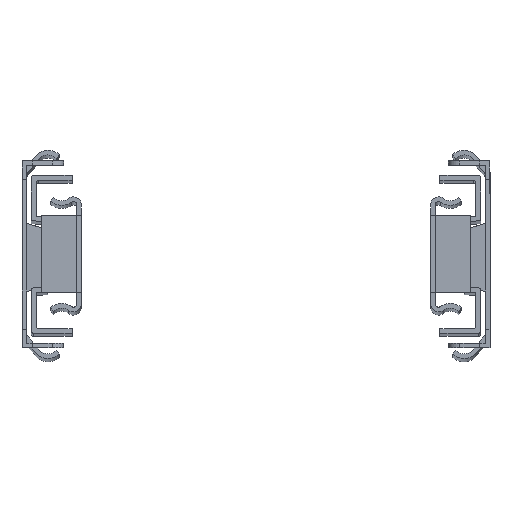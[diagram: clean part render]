
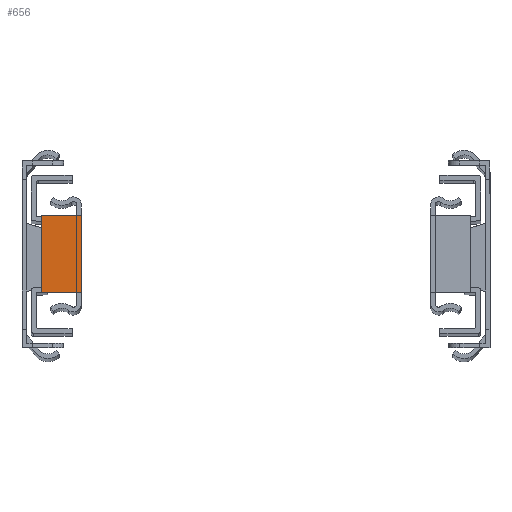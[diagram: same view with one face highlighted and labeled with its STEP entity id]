
A CAD part, top view. The second image highlights one B-rep face of the part: STEP entity #656.
In plain terms, the highlighted face is planar.
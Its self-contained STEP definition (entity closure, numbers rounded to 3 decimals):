
#656 = ADVANCED_FACE( '', ( #1342 ), #1343, .F. );
#1342 = FACE_OUTER_BOUND( '', #2070, .T. );
#1343 = PLANE( '', #2071 );
#2070 = EDGE_LOOP( '', ( #3784, #3785, #3786, #3787 ) );
#2071 = AXIS2_PLACEMENT_3D( '', #3788, #3789, #3790 );
#3784 = ORIENTED_EDGE( '', *, *, #4708, .T. );
#3785 = ORIENTED_EDGE( '', *, *, #4753, .F. );
#3786 = ORIENTED_EDGE( '', *, *, #4877, .F. );
#3787 = ORIENTED_EDGE( '', *, *, #4952, .T. );
#3788 = CARTESIAN_POINT( '', ( -6.6, -26., 8.25 ) );
#3789 = DIRECTION( '', ( 0., 1., 0. ) );
#3790 = DIRECTION( '', ( 0., 0., 1. ) );
#4708 = EDGE_CURVE( '', #5807, #5805, #5808, .T. );
#4753 = EDGE_CURVE( '', #5873, #5805, #5875, .T. );
#4877 = EDGE_CURVE( '', #6047, #5873, #6049, .T. );
#4952 = EDGE_CURVE( '', #6047, #5807, #6137, .T. );
#5805 = VERTEX_POINT( '', #7293 );
#5807 = VERTEX_POINT( '', #7296 );
#5808 = LINE( '', #7297, #7298 );
#5873 = VERTEX_POINT( '', #7387 );
#5875 = LINE( '', #7390, #7391 );
#6047 = VERTEX_POINT( '', #7618 );
#6049 = LINE( '', #7621, #7622 );
#6137 = LINE( '', #7740, #7741 );
#7293 = CARTESIAN_POINT( '', ( 2., -26., -8.25 ) );
#7296 = CARTESIAN_POINT( '', ( -6.6, -26., -8.25 ) );
#7297 = CARTESIAN_POINT( '', ( -6.6, -26., -8.25 ) );
#7298 = VECTOR( '', #8433, 1000. );
#7387 = CARTESIAN_POINT( '', ( 2., -26., 8.25 ) );
#7390 = CARTESIAN_POINT( '', ( 2., -26., 8.25 ) );
#7391 = VECTOR( '', #8504, 1000. );
#7618 = CARTESIAN_POINT( '', ( -6.6, -26., 8.25 ) );
#7621 = CARTESIAN_POINT( '', ( -6.6, -26., 8.25 ) );
#7622 = VECTOR( '', #8663, 1000. );
#7740 = CARTESIAN_POINT( '', ( -6.6, -26., 8.25 ) );
#7741 = VECTOR( '', #8739, 1000. );
#8433 = DIRECTION( '', ( 1., 0., 0. ) );
#8504 = DIRECTION( '', ( 0., 0., -1. ) );
#8663 = DIRECTION( '', ( 1., 0., 0. ) );
#8739 = DIRECTION( '', ( 0., 0., -1. ) );
